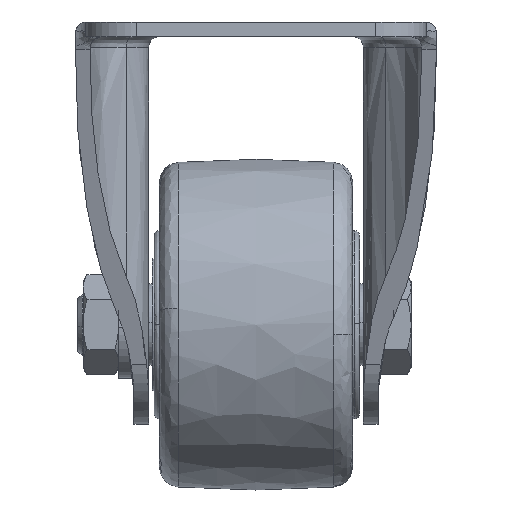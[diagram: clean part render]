
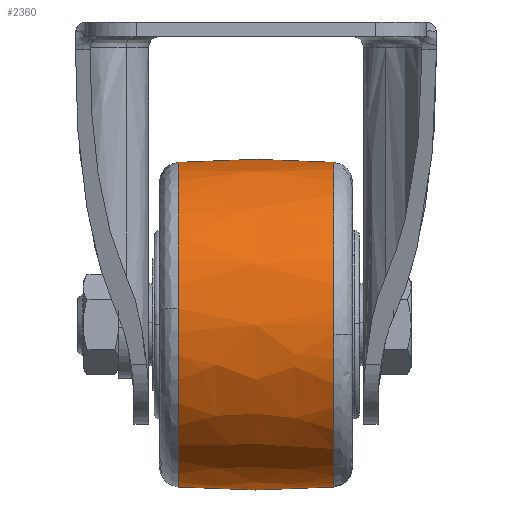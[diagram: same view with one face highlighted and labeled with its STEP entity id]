
A CAD part, left-side view. The second image highlights one B-rep face of the part: STEP entity #2360.
In plain terms, the highlighted free-form (B-spline) face has degree [2, 2] with [3, 7] control points.
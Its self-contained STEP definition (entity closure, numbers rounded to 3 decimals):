
#2072=CARTESIAN_POINT('',(-31.752,15.306,-56.297));
#2073=VERTEX_POINT('',#2072);
#2087=CARTESIAN_POINT('',(0.0,15.306,-27.587));
#2088=VERTEX_POINT('',#2087);
#2089=CARTESIAN_POINT('',(0.0,15.306,-27.587));
#2090=CARTESIAN_POINT('',(-28.856,15.306,-27.587));
#2091=CARTESIAN_POINT('',(-31.752,15.306,-56.297));
#2099=(BOUNDED_CURVE()B_SPLINE_CURVE(2,(#2089,#2090,#2091),.UNSPECIFIED.,.F.,.U.)B_SPLINE_CURVE_WITH_KNOTS((3,3),(0.5,0.733),.UNSPECIFIED.)CURVE()GEOMETRIC_REPRESENTATION_ITEM()RATIONAL_B_SPLINE_CURVE((1.0,0.728,0.962))REPRESENTATION_ITEM(''));
#2100=EDGE_CURVE('',#2088,#2073,#2099,.T.);
#2166=CARTESIAN_POINT('',(0.0,15.306,-91.413));
#2167=VERTEX_POINT('',#2166);
#2181=CARTESIAN_POINT('',(-31.752,15.306,-56.297));
#2182=CARTESIAN_POINT('',(-31.913,15.306,-57.895));
#2183=CARTESIAN_POINT('',(-31.913,15.306,-59.5));
#2184=CARTESIAN_POINT('',(-31.913,15.306,-91.413));
#2185=CARTESIAN_POINT('',(0.0,15.306,-91.413));
#2193=(BOUNDED_CURVE()B_SPLINE_CURVE(2,(#2181,#2182,#2183,#2184,#2185),.UNSPECIFIED.,.F.,.U.)B_SPLINE_CURVE_WITH_KNOTS((3,2,3),(0.733,0.75,1.0),.UNSPECIFIED.)CURVE()GEOMETRIC_REPRESENTATION_ITEM()RATIONAL_B_SPLINE_CURVE((0.962,0.98,1.0,0.707,1.0))REPRESENTATION_ITEM(''));
#2194=EDGE_CURVE('',#2073,#2167,#2193,.T.);
#2230=CARTESIAN_POINT('',(0.0,-15.306,-91.413));
#2231=VERTEX_POINT('',#2230);
#2232=CARTESIAN_POINT('',(0.0,-15.306,-91.413));
#2233=CARTESIAN_POINT('',(0.0,0.,-92.588));
#2234=CARTESIAN_POINT('',(0.0,15.306,-91.413));
#2242=(BOUNDED_CURVE()B_SPLINE_CURVE(2,(#2232,#2233,#2234),.UNSPECIFIED.,.F.,.U.)B_SPLINE_CURVE_WITH_KNOTS((3,3),(0.436,0.564),.UNSPECIFIED.)CURVE()GEOMETRIC_REPRESENTATION_ITEM()RATIONAL_B_SPLINE_CURVE((0.92,0.917,0.92))REPRESENTATION_ITEM(''));
#2243=EDGE_CURVE('',#2231,#2167,#2242,.T.);
#2247=CARTESIAN_POINT('',(0.0,-15.306,-27.587));
#2248=VERTEX_POINT('',#2247);
#2249=CARTESIAN_POINT('',(0.0,-15.306,-27.587));
#2250=CARTESIAN_POINT('',(0.0,0.,-26.412));
#2251=CARTESIAN_POINT('',(0.0,15.306,-27.587));
#2259=(BOUNDED_CURVE()B_SPLINE_CURVE(2,(#2249,#2250,#2251),.UNSPECIFIED.,.F.,.U.)B_SPLINE_CURVE_WITH_KNOTS((3,3),(0.436,0.564),.UNSPECIFIED.)CURVE()GEOMETRIC_REPRESENTATION_ITEM()RATIONAL_B_SPLINE_CURVE((0.92,0.917,0.92))REPRESENTATION_ITEM(''));
#2260=EDGE_CURVE('',#2248,#2088,#2259,.T.);
#2295=CARTESIAN_POINT('',(0.889,-16.83,-27.709));
#2296=CARTESIAN_POINT('',(0.928,0.,-26.288));
#2297=CARTESIAN_POINT('',(0.889,16.83,-27.709));
#2298=CARTESIAN_POINT('',(0.447,-16.83,-27.709));
#2299=CARTESIAN_POINT('',(0.467,0.,-26.288));
#2300=CARTESIAN_POINT('',(0.447,16.83,-27.709));
#2301=CARTESIAN_POINT('',(-31.791,-16.83,-27.709));
#2302=CARTESIAN_POINT('',(-33.212,0.,-26.288));
#2303=CARTESIAN_POINT('',(-31.791,16.83,-27.709));
#2304=CARTESIAN_POINT('',(-31.791,-16.83,-59.5));
#2305=CARTESIAN_POINT('',(-33.212,0.,-59.5));
#2306=CARTESIAN_POINT('',(-31.791,16.83,-59.5));
#2307=CARTESIAN_POINT('',(-31.791,-16.83,-91.291));
#2308=CARTESIAN_POINT('',(-33.212,0.,-92.712));
#2309=CARTESIAN_POINT('',(-31.791,16.83,-91.291));
#2310=CARTESIAN_POINT('',(0.447,-16.83,-91.291));
#2311=CARTESIAN_POINT('',(0.467,0.,-92.712));
#2312=CARTESIAN_POINT('',(0.447,16.83,-91.291));
#2313=CARTESIAN_POINT('',(0.889,-16.83,-91.291));
#2314=CARTESIAN_POINT('',(0.928,0.,-92.712));
#2315=CARTESIAN_POINT('',(0.889,16.83,-91.291));
#2323=(BOUNDED_SURFACE()B_SPLINE_SURFACE(2,2,((#2295,#2298,#2301,#2304,#2307,#2310,#2313),(#2296,#2299,#2302,#2305,#2308,#2311,#2314),(#2297,#2300,#2303,#2306,#2309,#2312,#2315)),.UNSPECIFIED.,.F.,.F.,.U.)B_SPLINE_SURFACE_WITH_KNOTS((3,3),(3,1,2,1,3),(0.0,33.72),(0.0,1.077,54.925,108.772,109.849),.UNSPECIFIED.)GEOMETRIC_REPRESENTATION_ITEM()RATIONAL_B_SPLINE_SURFACE(((0.931,0.926,0.651,0.92,0.651,0.926,0.931),(0.928,0.922,0.649,0.917,0.649,0.922,0.928),(0.931,0.926,0.651,0.92,0.651,0.926,0.931)))REPRESENTATION_ITEM('')SURFACE());
#2324=ORIENTED_EDGE('',*,*,#2243,.F.);
#2325=CARTESIAN_POINT('',(-31.85,-15.306,-61.504));
#2326=VERTEX_POINT('',#2325);
#2327=CARTESIAN_POINT('',(-31.85,-15.306,-61.504));
#2328=CARTESIAN_POINT('',(-29.969,-15.306,-91.413));
#2329=CARTESIAN_POINT('',(0.0,-15.306,-91.413));
#2337=(BOUNDED_CURVE()B_SPLINE_CURVE(2,(#2327,#2328,#2329),.UNSPECIFIED.,.F.,.U.)B_SPLINE_CURVE_WITH_KNOTS((3,3),(0.761,1.0),.UNSPECIFIED.)CURVE()GEOMETRIC_REPRESENTATION_ITEM()RATIONAL_B_SPLINE_CURVE((0.975,0.72,1.0))REPRESENTATION_ITEM(''));
#2338=EDGE_CURVE('',#2326,#2231,#2337,.T.);
#2339=ORIENTED_EDGE('',*,*,#2338,.F.);
#2340=CARTESIAN_POINT('',(0.0,-15.306,-27.587));
#2341=CARTESIAN_POINT('',(-31.913,-15.306,-27.587));
#2342=CARTESIAN_POINT('',(-31.913,-15.306,-59.5));
#2343=CARTESIAN_POINT('',(-31.913,-15.306,-60.503));
#2344=CARTESIAN_POINT('',(-31.85,-15.306,-61.504));
#2352=(BOUNDED_CURVE()B_SPLINE_CURVE(2,(#2340,#2341,#2342,#2343,#2344),.UNSPECIFIED.,.F.,.U.)B_SPLINE_CURVE_WITH_KNOTS((3,2,3),(0.5,0.75,0.761),.UNSPECIFIED.)CURVE()GEOMETRIC_REPRESENTATION_ITEM()RATIONAL_B_SPLINE_CURVE((1.0,0.707,1.0,0.987,0.975))REPRESENTATION_ITEM(''));
#2353=EDGE_CURVE('',#2248,#2326,#2352,.T.);
#2354=ORIENTED_EDGE('',*,*,#2353,.F.);
#2355=ORIENTED_EDGE('',*,*,#2260,.T.);
#2356=ORIENTED_EDGE('',*,*,#2100,.T.);
#2357=ORIENTED_EDGE('',*,*,#2194,.T.);
#2358=EDGE_LOOP('',(#2324,#2339,#2354,#2355,#2356,#2357));
#2359=FACE_OUTER_BOUND('',#2358,.T.);
#2360=ADVANCED_FACE('',(#2359),#2323,.T.);
